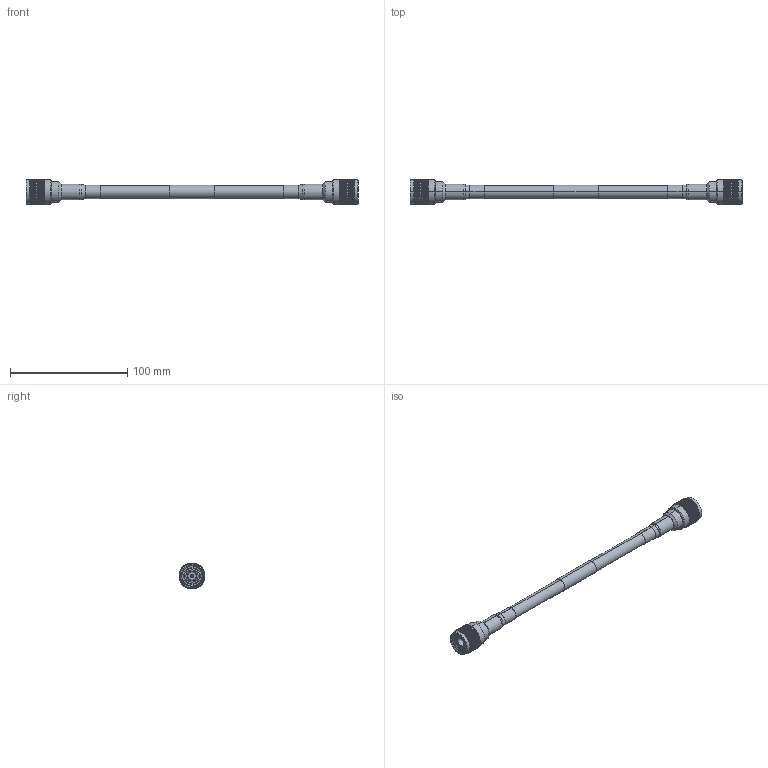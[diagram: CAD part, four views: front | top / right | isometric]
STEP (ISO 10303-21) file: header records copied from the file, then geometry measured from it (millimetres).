
FILE_DESCRIPTION (( 'STEP AP214' ), '1' );
FILE_NAME ('FMCA3222_3D.step', '2023-05-03T18:59:26', ( '' ), ( '' ), 'SwSTEP 2.0', 'SolidWorks 2022', '' );
FILE_SCHEMA (( 'AUTOMOTIVE_DESIGN' ));
Length unit declared in the file: inch
Products named in the file (4): RG214-FM_WITH LABEL; RG214-SHRINK LBL; PE4474-FMCN1092; FMCA3222_3D
Assembly tree (5 placements, depth 2):
  FMCA3222_3D
    RG214-FM_WITH LABEL
    PE4474-FMCN1092  x2
    RG214-SHRINK LBL  x2
Bounding box: 283.21 x 22 x 22 mm (x, y, z)
Volume: 33949.4 mm3; surface area: 27793.7 mm2
Topology: 9 solids, 9 shells, 4666 faces, 9938 edges, 5306 vertices
Faces by surface type: bspline 3462, cylinder 1032, plane 100, cone 72
Entity records: 100860 total; most frequent: CARTESIAN_POINT 69570, ORIENTED_EDGE 9952, EDGE_CURVE 4976, VERTEX_POINT 2659, EDGE_LOOP 2355, FACE_OUTER_BOUND 2338, ADVANCED_FACE 2338, B_SPLINE_CURVE_WITH_KNOTS 2041
